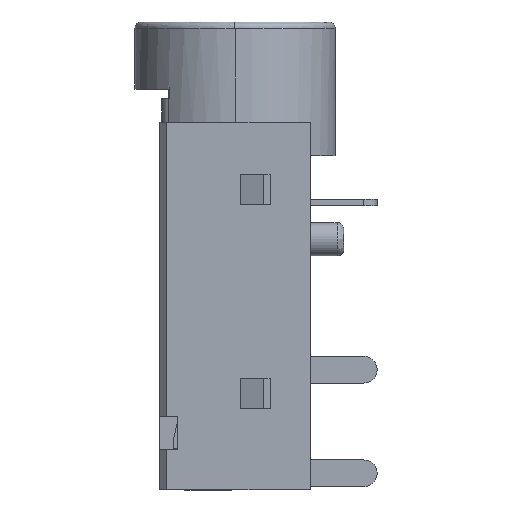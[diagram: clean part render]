
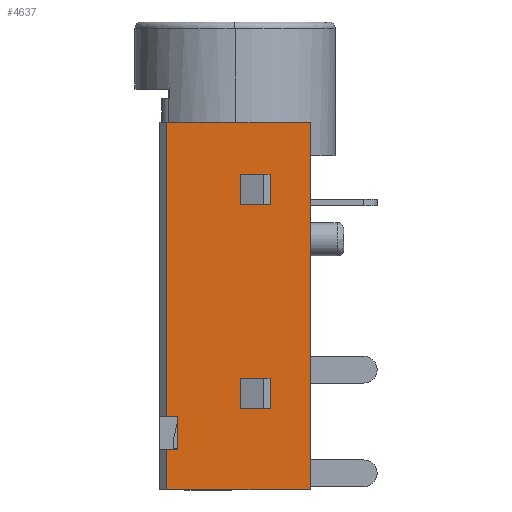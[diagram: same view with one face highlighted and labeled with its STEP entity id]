
A CAD part, left-side view. The second image highlights one B-rep face of the part: STEP entity #4637.
In plain terms, the highlighted planar face has unit normal (-1, 0, 0).
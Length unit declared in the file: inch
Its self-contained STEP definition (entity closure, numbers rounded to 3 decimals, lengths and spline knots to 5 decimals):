
#52 = LINE ( 'NONE', #6722, #14760 ) ;
#166 = EDGE_CURVE ( 'NONE', #13575, #8205, #14161, .T. ) ;
#233 = EDGE_CURVE ( 'NONE', #10752, #13287, #3966, .T. ) ;
#464 = CARTESIAN_POINT ( 'NONE',  ( -0.18504, 0.08071, -0.46457 ) ) ;
#833 = ORIENTED_EDGE ( 'NONE', *, *, #10233, .T. ) ;
#1094 = CARTESIAN_POINT ( 'NONE',  ( -0.18504, -0.04134, -0.33465 ) ) ;
#1339 = CARTESIAN_POINT ( 'NONE',  ( -0.18504, -0.00394, -0.41929 ) ) ;
#1451 = EDGE_CURVE ( 'NONE', #7774, #14368, #13450, .T. ) ;
#1632 = EDGE_CURVE ( 'NONE', #8769, #14952, #3070, .T. ) ;
#1657 = CARTESIAN_POINT ( 'NONE',  ( -0.18504, -0.08858, -0.33465 ) ) ;
#1886 = VERTEX_POINT ( 'NONE', #17631 ) ;
#2068 = LINE ( 'NONE', #6227, #17482 ) ;
#2168 = CARTESIAN_POINT ( 'NONE',  ( -0.18504, -0.00591, -0.45472 ) ) ;
#2262 = CARTESIAN_POINT ( 'NONE',  ( -0.18504, -0.00394, -0.45472 ) ) ;
#2273 = PLANE ( 'NONE',  #9866 ) ;
#2429 = CARTESIAN_POINT ( 'NONE',  ( -0.18504, -0.00591, -0.21457 ) ) ;
#2462 = EDGE_CURVE ( 'NONE', #1886, #13575, #15256, .T. ) ;
#2520 = EDGE_CURVE ( 'NONE', #8205, #13226, #9738, .T. ) ;
#2534 = VERTEX_POINT ( 'NONE', #9475 ) ;
#2644 = VECTOR ( 'NONE', #5432, 39.37008 ) ;
#2719 = CARTESIAN_POINT ( 'NONE',  ( -0.18504, -0.04134, -0.45472 ) ) ;
#2752 = DIRECTION ( 'NONE',  ( 0., 0., -1. ) ) ;
#2905 = CARTESIAN_POINT ( 'NONE',  ( -0.18504, 0.07825, -0.50394 ) ) ;
#3070 = LINE ( 'NONE', #11623, #8361 ) ;
#3312 = LINE ( 'NONE', #13044, #9879 ) ;
#3352 = ORIENTED_EDGE ( 'NONE', *, *, #16958, .T. ) ;
#3384 = CARTESIAN_POINT ( 'NONE',  ( -0.18504, 0.08071, -0.50394 ) ) ;
#3504 = VECTOR ( 'NONE', #13147, 39.37008 ) ;
#3625 = FACE_BOUND ( 'NONE', #7768, .T. ) ;
#3626 = CARTESIAN_POINT ( 'NONE',  ( -0.18504, 0.06791, -0.50394 ) ) ;
#3966 = LINE ( 'NONE', #2262, #16378 ) ;
#3967 = LINE ( 'NONE', #14939, #4251 ) ;
#4054 = VERTEX_POINT ( 'NONE', #14401 ) ;
#4251 = VECTOR ( 'NONE', #9954, 39.37008 ) ;
#4281 = VECTOR ( 'NONE', #15344, 39.37008 ) ;
#4533 = ORIENTED_EDGE ( 'NONE', *, *, #2462, .F. ) ;
#4637 = ADVANCED_FACE ( 'NONE', ( #6516, #3625, #5162 ), #2273, .F. ) ;
#4828 = VERTEX_POINT ( 'NONE', #2429 ) ;
#5162 = FACE_OUTER_BOUND ( 'NONE', #12592, .T. ) ;
#5318 = LINE ( 'NONE', #1339, #12503 ) ;
#5432 = DIRECTION ( 'NONE',  ( 0., -1., 0. ) ) ;
#5660 = EDGE_LOOP ( 'NONE', ( #15234, #8715, #15640, #16417 ) ) ;
#5739 = EDGE_CURVE ( 'NONE', #2534, #10752, #52, .T. ) ;
#5959 = DIRECTION ( 'NONE',  ( 0., 0., 1. ) ) ;
#5984 = CARTESIAN_POINT ( 'NONE',  ( -0.18504, 0.08071, -0.33465 ) ) ;
#6227 = CARTESIAN_POINT ( 'NONE',  ( -0.18504, -0.00394, -0.21457 ) ) ;
#6304 = VERTEX_POINT ( 'NONE', #7131 ) ;
#6465 = ORIENTED_EDGE ( 'NONE', *, *, #2520, .F. ) ;
#6490 = CARTESIAN_POINT ( 'NONE',  ( -0.18504, -0.04134, -0.41929 ) ) ;
#6516 = FACE_BOUND ( 'NONE', #5660, .T. ) ;
#6603 = DIRECTION ( 'NONE',  ( 0., 0., 1. ) ) ;
#6650 = LINE ( 'NONE', #12143, #9046 ) ;
#6722 = CARTESIAN_POINT ( 'NONE',  ( -0.18504, -0.00591, -0.33465 ) ) ;
#6777 = EDGE_CURVE ( 'NONE', #14952, #6304, #6650, .T. ) ;
#7037 = CARTESIAN_POINT ( 'NONE',  ( -0.18504, 0.06791, -0.33465 ) ) ;
#7131 = CARTESIAN_POINT ( 'NONE',  ( -0.18504, -0.08858, -0.11811 ) ) ;
#7392 = LINE ( 'NONE', #7037, #17096 ) ;
#7475 = DIRECTION ( 'NONE',  ( 0., -1., 0. ) ) ;
#7540 = DIRECTION ( 'NONE',  ( 0., 1., 0. ) ) ;
#7732 = CARTESIAN_POINT ( 'NONE',  ( -0.18504, -0.04134, -0.33465 ) ) ;
#7768 = EDGE_LOOP ( 'NONE', ( #17802, #9930, #16700, #16918 ) ) ;
#7774 = VERTEX_POINT ( 'NONE', #10222 ) ;
#7903 = LINE ( 'NONE', #7732, #3504 ) ;
#8205 = VERTEX_POINT ( 'NONE', #3384 ) ;
#8270 = VERTEX_POINT ( 'NONE', #14808 ) ;
#8277 = DIRECTION ( 'NONE',  ( 0., 1., 0. ) ) ;
#8336 = DIRECTION ( 'NONE',  ( 0., 1., 0. ) ) ;
#8361 = VECTOR ( 'NONE', #16833, 39.37008 ) ;
#8715 = ORIENTED_EDGE ( 'NONE', *, *, #233, .F. ) ;
#8769 = VERTEX_POINT ( 'NONE', #464 ) ;
#8957 = CARTESIAN_POINT ( 'NONE',  ( -0.18504, -0.04134, -0.17913 ) ) ;
#8983 = EDGE_CURVE ( 'NONE', #8270, #4828, #3967, .T. ) ;
#9046 = VECTOR ( 'NONE', #9862, 39.37008 ) ;
#9202 = ORIENTED_EDGE ( 'NONE', *, *, #166, .F. ) ;
#9475 = CARTESIAN_POINT ( 'NONE',  ( -0.18504, -0.00591, -0.41929 ) ) ;
#9738 = LINE ( 'NONE', #2905, #13573 ) ;
#9862 = DIRECTION ( 'NONE',  ( 0., -1., 0. ) ) ;
#9866 = AXIS2_PLACEMENT_3D ( 'NONE', #10632, #16126, #12184 ) ;
#9879 = VECTOR ( 'NONE', #7540, 39.37008 ) ;
#9930 = ORIENTED_EDGE ( 'NONE', *, *, #10797, .F. ) ;
#9954 = DIRECTION ( 'NONE',  ( 0., 0., -1. ) ) ;
#10222 = CARTESIAN_POINT ( 'NONE',  ( -0.18504, -0.04134, -0.21457 ) ) ;
#10233 = EDGE_CURVE ( 'NONE', #1886, #6304, #12742, .T. ) ;
#10632 = CARTESIAN_POINT ( 'NONE',  ( -0.18504, -0.08858, -0.11811 ) ) ;
#10752 = VERTEX_POINT ( 'NONE', #2168 ) ;
#10772 = ORIENTED_EDGE ( 'NONE', *, *, #13440, .F. ) ;
#10797 = EDGE_CURVE ( 'NONE', #4828, #7774, #2068, .T. ) ;
#11249 = EDGE_CURVE ( 'NONE', #14368, #8270, #3312, .T. ) ;
#11623 = CARTESIAN_POINT ( 'NONE',  ( -0.18504, 0.08071, -0.33465 ) ) ;
#12143 = CARTESIAN_POINT ( 'NONE',  ( -0.18504, 0., -0.11811 ) ) ;
#12184 = DIRECTION ( 'NONE',  ( 0., 0., -1. ) ) ;
#12365 = CARTESIAN_POINT ( 'NONE',  ( -0.18504, 0.07825, -0.46457 ) ) ;
#12503 = VECTOR ( 'NONE', #8277, 39.37008 ) ;
#12592 = EDGE_LOOP ( 'NONE', ( #4533, #833, #16512, #15421, #3352, #10772, #6465, #9202 ) ) ;
#12604 = VERTEX_POINT ( 'NONE', #6490 ) ;
#12742 = LINE ( 'NONE', #1657, #4281 ) ;
#12964 = VECTOR ( 'NONE', #6603, 39.37008 ) ;
#13044 = CARTESIAN_POINT ( 'NONE',  ( -0.18504, -0.00394, -0.17913 ) ) ;
#13147 = DIRECTION ( 'NONE',  ( 0., 0., 1. ) ) ;
#13226 = VERTEX_POINT ( 'NONE', #3626 ) ;
#13287 = VERTEX_POINT ( 'NONE', #2719 ) ;
#13440 = EDGE_CURVE ( 'NONE', #13226, #4054, #7392, .T. ) ;
#13450 = LINE ( 'NONE', #1094, #12964 ) ;
#13573 = VECTOR ( 'NONE', #16404, 39.37008 ) ;
#13575 = VERTEX_POINT ( 'NONE', #17375 ) ;
#13711 = EDGE_CURVE ( 'NONE', #12604, #2534, #5318, .T. ) ;
#14161 = LINE ( 'NONE', #5984, #14640 ) ;
#14368 = VERTEX_POINT ( 'NONE', #8957 ) ;
#14401 = CARTESIAN_POINT ( 'NONE',  ( -0.18504, 0.06791, -0.46457 ) ) ;
#14640 = VECTOR ( 'NONE', #15935, 39.37008 ) ;
#14704 = VECTOR ( 'NONE', #8336, 39.37008 ) ;
#14760 = VECTOR ( 'NONE', #2752, 39.37008 ) ;
#14808 = CARTESIAN_POINT ( 'NONE',  ( -0.18504, -0.00591, -0.17913 ) ) ;
#14939 = CARTESIAN_POINT ( 'NONE',  ( -0.18504, -0.00591, -0.33465 ) ) ;
#14952 = VERTEX_POINT ( 'NONE', #17637 ) ;
#15234 = ORIENTED_EDGE ( 'NONE', *, *, #16425, .F. ) ;
#15256 = LINE ( 'NONE', #16870, #14704 ) ;
#15344 = DIRECTION ( 'NONE',  ( 0., 0., 1. ) ) ;
#15421 = ORIENTED_EDGE ( 'NONE', *, *, #1632, .F. ) ;
#15640 = ORIENTED_EDGE ( 'NONE', *, *, #5739, .F. ) ;
#15935 = DIRECTION ( 'NONE',  ( 0., 0., 1. ) ) ;
#16126 = DIRECTION ( 'NONE',  ( 1., 0., 0. ) ) ;
#16378 = VECTOR ( 'NONE', #17382, 39.37008 ) ;
#16404 = DIRECTION ( 'NONE',  ( 0., -1., 0. ) ) ;
#16417 = ORIENTED_EDGE ( 'NONE', *, *, #13711, .F. ) ;
#16425 = EDGE_CURVE ( 'NONE', #13287, #12604, #7903, .T. ) ;
#16512 = ORIENTED_EDGE ( 'NONE', *, *, #6777, .F. ) ;
#16700 = ORIENTED_EDGE ( 'NONE', *, *, #8983, .F. ) ;
#16833 = DIRECTION ( 'NONE',  ( 0., 0., 1. ) ) ;
#16870 = CARTESIAN_POINT ( 'NONE',  ( -0.18504, -0.00394, -0.55118 ) ) ;
#16918 = ORIENTED_EDGE ( 'NONE', *, *, #11249, .F. ) ;
#16958 = EDGE_CURVE ( 'NONE', #8769, #4054, #17753, .T. ) ;
#17096 = VECTOR ( 'NONE', #5959, 39.37008 ) ;
#17375 = CARTESIAN_POINT ( 'NONE',  ( -0.18504, 0.08071, -0.55118 ) ) ;
#17382 = DIRECTION ( 'NONE',  ( 0., -1., 0. ) ) ;
#17482 = VECTOR ( 'NONE', #7475, 39.37008 ) ;
#17631 = CARTESIAN_POINT ( 'NONE',  ( -0.18504, -0.08858, -0.55118 ) ) ;
#17637 = CARTESIAN_POINT ( 'NONE',  ( -0.18504, 0.08071, -0.11811 ) ) ;
#17753 = LINE ( 'NONE', #12365, #2644 ) ;
#17802 = ORIENTED_EDGE ( 'NONE', *, *, #1451, .F. ) ;
